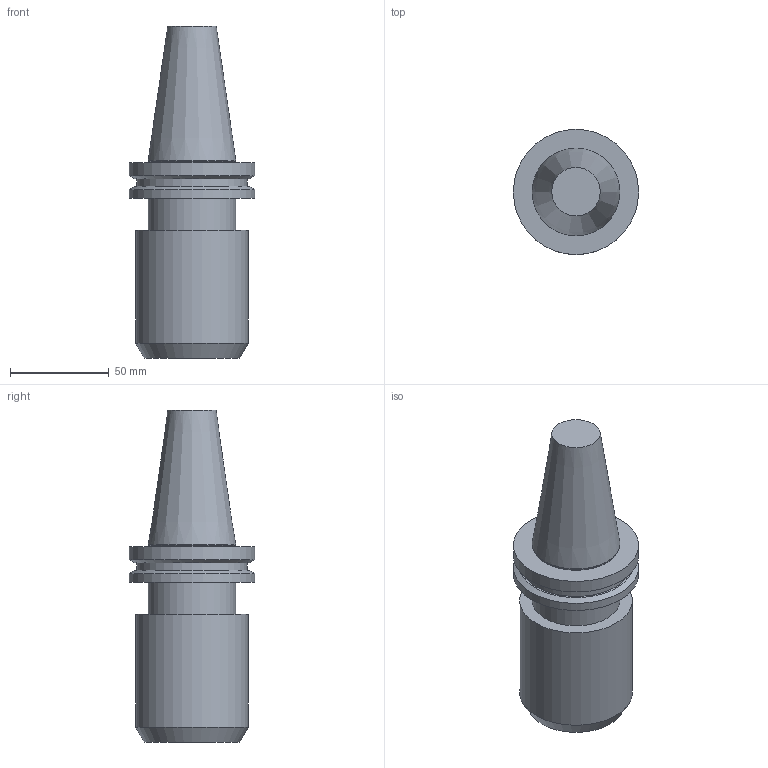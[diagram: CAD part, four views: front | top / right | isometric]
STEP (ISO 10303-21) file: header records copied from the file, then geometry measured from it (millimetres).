
FILE_DESCRIPTION(/* description */ ('3-D model version:1'),/* implementation_level */ '2;1');
FILE_NAME(/* name */ 'A392.54523-4025100',/* time_stamp */ '2016-12-02T13:59:13',/* author */ ('InteractiveCad'),/* organization */ ('AB Sandvik Coromant'),/* preprocessor_version */ 'ST-DEVELOPER v11',/* originating_system */ 'SIEMENS UGS NX 6.0',/* authorization */ '');
FILE_SCHEMA(('AUTOMOTIVE_DESIGN'));
Length unit declared in the file: millimetre
Products named in the file (1): A392.54523_4025100uu_stp
Bounding box: 63.5 x 63.5 x 168.25 mm (x, y, z)
Volume: 308850.1 mm3; surface area: 32633 mm2
Topology: 1 solids, 1 shells, 18 faces, 28 edges, 17 vertices
Faces by surface type: plane 7, cylinder 6, cone 5
Full cylindrical faces by diameter (mm): 43.85 x1, 44.45 x1, 56 x1, 57.1 x1, 63.5 x2
Entity records: 392 total; most frequent: DIRECTION 78, CARTESIAN_POINT 56, AXIS2_PLACEMENT_3D 39, EDGE_LOOP 34, ORIENTED_EDGE 34, FACE_BOUND 32, ADVANCED_FACE 18, VERTEX_POINT 17
